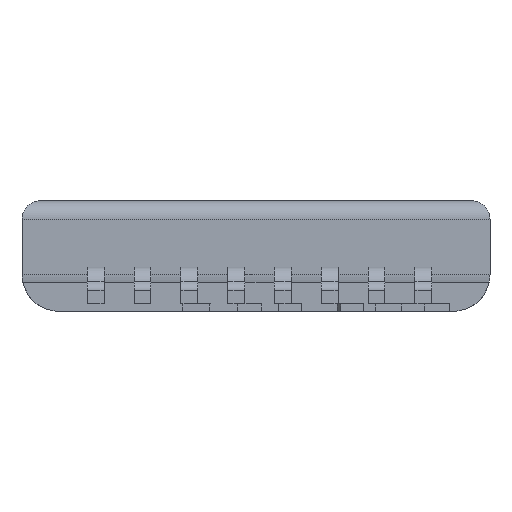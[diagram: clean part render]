
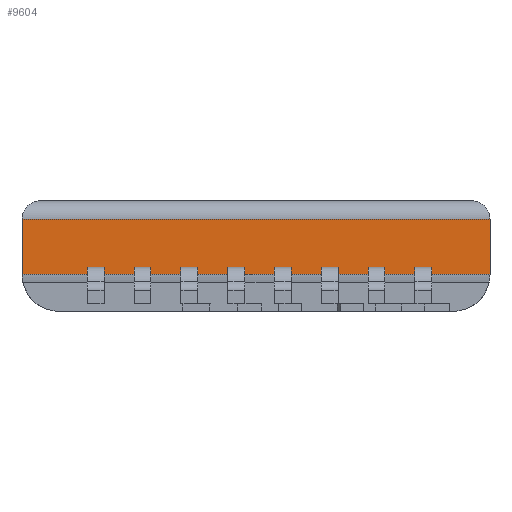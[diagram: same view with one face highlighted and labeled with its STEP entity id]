
A CAD part, left-side view. The second image highlights one B-rep face of the part: STEP entity #9604.
In plain terms, the highlighted planar face has unit normal (-1, 0, 0).
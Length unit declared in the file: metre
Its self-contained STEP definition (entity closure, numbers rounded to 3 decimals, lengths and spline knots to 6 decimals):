
#1341=LINE('',#16223,#2298);
#1343=LINE('',#16227,#2300);
#1344=LINE('',#16229,#2301);
#1345=LINE('',#16231,#2302);
#2298=VECTOR('',#12310,1.);
#2300=VECTOR('',#12314,1.);
#2301=VECTOR('',#12315,1.);
#2302=VECTOR('',#12316,1.);
#2673=PLANE('',#10415);
#4856=ORIENTED_EDGE('',*,*,#6745,.T.);
#4857=ORIENTED_EDGE('',*,*,#6747,.T.);
#4858=ORIENTED_EDGE('',*,*,#6748,.F.);
#4859=ORIENTED_EDGE('',*,*,#6749,.T.);
#6745=EDGE_CURVE('',#7757,#7756,#1341,.T.);
#6747=EDGE_CURVE('',#7756,#7758,#1343,.T.);
#6748=EDGE_CURVE('',#7759,#7758,#1344,.T.);
#6749=EDGE_CURVE('',#7759,#7757,#1345,.F.);
#7756=VERTEX_POINT('',#16222);
#7757=VERTEX_POINT('',#16224);
#7758=VERTEX_POINT('',#16228);
#7759=VERTEX_POINT('',#16230);
#8434=EDGE_LOOP('',(#4856,#4857,#4858,#4859));
#8983=FACE_BOUND('',#8434,.T.);
#9604=ADVANCED_FACE('',(#8983),#2673,.F.);
#10415=AXIS2_PLACEMENT_3D('',#16226,#12312,#12313);
#12310=DIRECTION('',(0.,0.,-1.));
#12312=DIRECTION('',(1.,0.,0.));
#12313=DIRECTION('',(0.,1.,0.));
#12314=DIRECTION('',(0.,-1.,0.));
#12315=DIRECTION('',(0.,0.,-1.));
#12316=DIRECTION('',(0.,-1.,0.));
#16222=CARTESIAN_POINT('',(-0.0035,0.00635,0.0008));
#16223=CARTESIAN_POINT('',(-0.0035,0.00635,0.0028));
#16224=CARTESIAN_POINT('',(-0.0035,0.00635,0.0023));
#16226=CARTESIAN_POINT('',(-0.0035,0.,0.0028));
#16227=CARTESIAN_POINT('',(-0.0035,0.,0.0008));
#16228=CARTESIAN_POINT('',(-0.0035,-0.00635,0.0008));
#16229=CARTESIAN_POINT('',(-0.0035,-0.00635,0.0028));
#16230=CARTESIAN_POINT('',(-0.0035,-0.00635,0.0023));
#16231=CARTESIAN_POINT('',(-0.0035,0.00635,0.0023));
